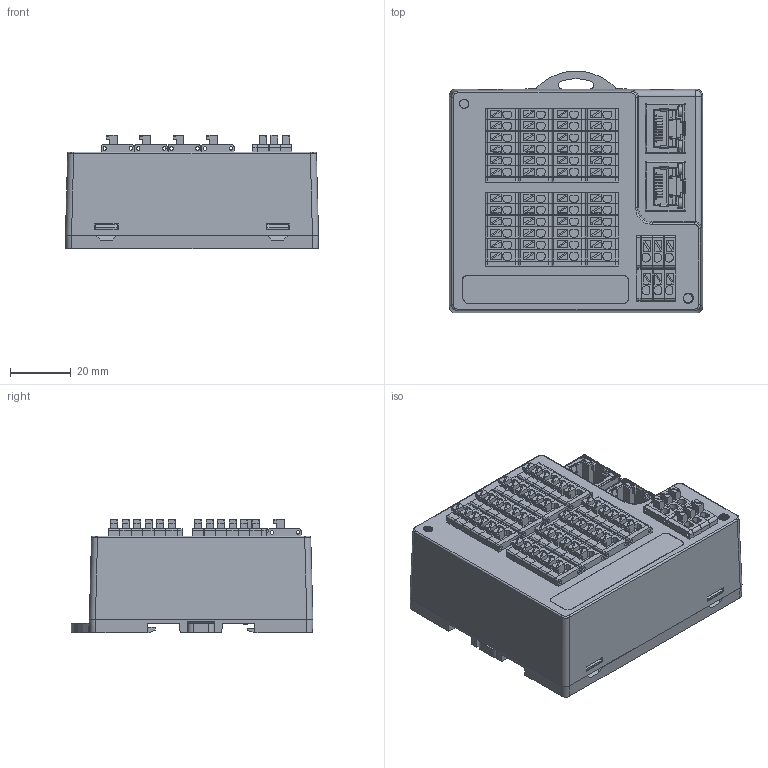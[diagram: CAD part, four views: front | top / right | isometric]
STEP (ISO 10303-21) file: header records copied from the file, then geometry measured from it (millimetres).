
FILE_DESCRIPTION(/* description */ (''),/* implementation_level */ '2;1');
FILE_NAME(/* name */ '',/* time_stamp */ '2024-08-20T10:31:48+08:00',/* author */ (''),/* organization */ (''),/* preprocessor_version */ 'ST-DEVELOPER v14',/* originating_system */ 'SIEMENS PLM Software NX 8.0',/* authorisation */ '');
FILE_SCHEMA (('AUTOMOTIVE_DESIGN { 1 0 10303 214 3 1 1 1 }'));
Products named in the file (1): EC5-16_stp
Bounding box: 83.42 x 79.71 x 37.3 mm (x, y, z)
Volume: 859.2 mm3; surface area: 43833.7 mm2
Topology: 2 solids, 3 shells, 3283 faces, 9204 edges, 6006 vertices
Faces by surface type: plane 2306, cylinder 838, torus 66, bspline 60, sphere 9, cone 4
Full cylindrical faces by diameter (mm): 0.45 x62, 1.168 x64, 1.178 x64, 3 x34
Entity records: 116603 total; most frequent: CARTESIAN_POINT 33726, ORIENTED_EDGE 17382, DIRECTION 16286, EDGE_CURVE 8691, LINE 6730, VECTOR 6730, VERTEX_POINT 5810, AXIS2_PLACEMENT_3D 4778
